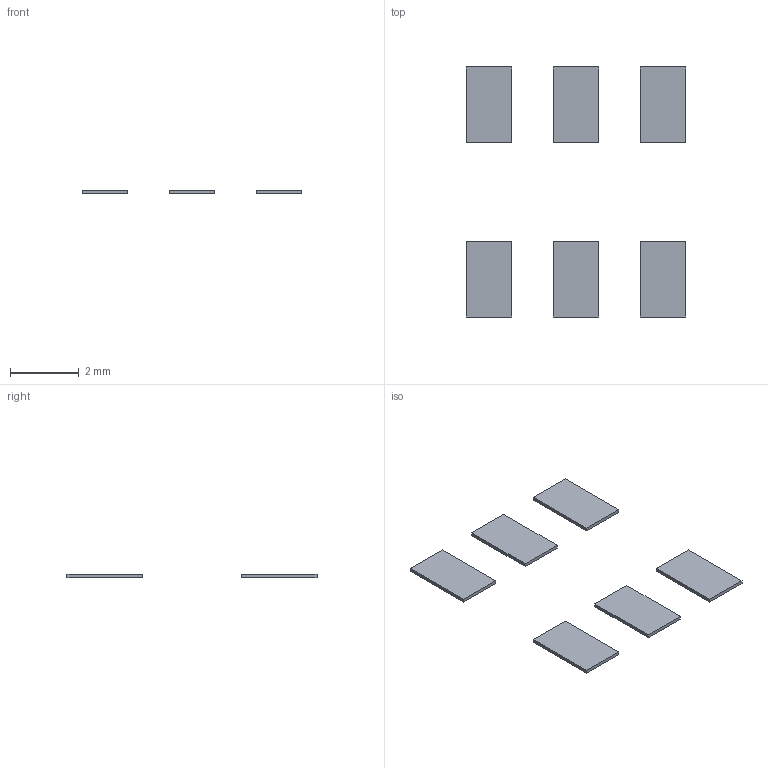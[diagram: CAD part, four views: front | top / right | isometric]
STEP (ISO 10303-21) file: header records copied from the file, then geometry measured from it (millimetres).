
FILE_DESCRIPTION (( 'STEP AP214' ), '1' );
FILE_NAME ('Pins.stp.STEP', '2024-06-07T19:13:49', ( '' ), ( '' ), 'SwSTEP 2.0', 'SolidWorks 2023', '' );
FILE_SCHEMA (( 'AUTOMOTIVE_DESIGN' ));
Length unit declared in the file: millimetre
Products named in the file (1): Pins.stp
Bounding box: 6.4 x 7.29 x 0.1 mm (x, y, z)
Volume: 1.8 mm3; surface area: 39.2 mm2
Topology: 6 solids, 6 shells, 36 faces, 72 edges, 48 vertices
Faces by surface type: plane 36
Entity records: 984 total; most frequent: CARTESIAN_POINT 157, DIRECTION 146, ORIENTED_EDGE 144, VECTOR 72, EDGE_CURVE 72, LINE 72, VERTEX_POINT 48, AXIS2_PLACEMENT_3D 37
